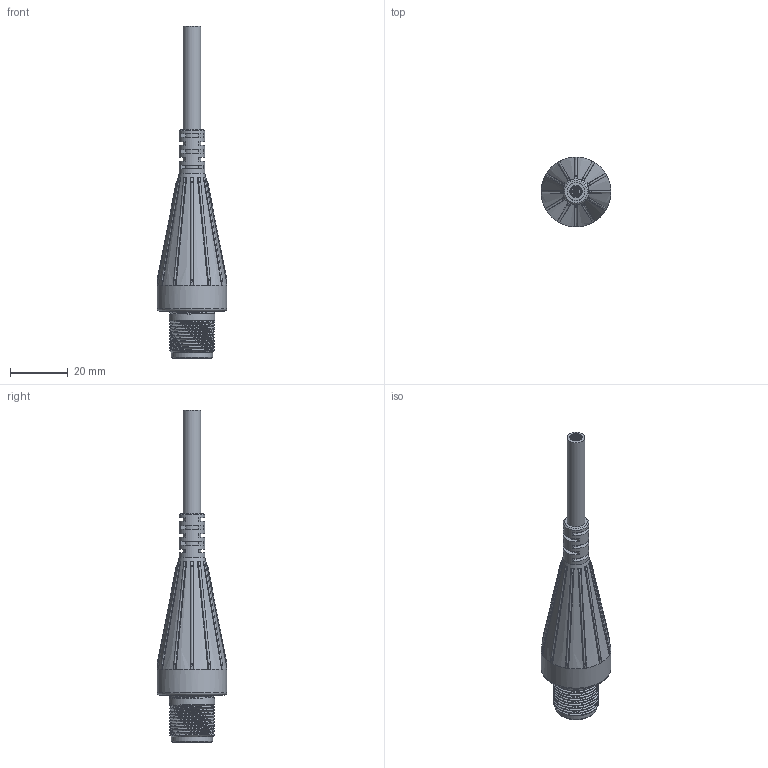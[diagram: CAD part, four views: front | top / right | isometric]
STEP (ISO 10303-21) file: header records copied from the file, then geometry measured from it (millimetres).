
FILE_DESCRIPTION(/* description */ (''),/* implementation_level */ '2;1');
FILE_NAME(/* name */ 'R2C.stp',/* time_stamp */ '2017-05-04T15:37:48-04:00',/* author */ ('aneininger'),/* organization */ (''),/* preprocessor_version */ 'ST-DEVELOPER v16.5',/* originating_system */ 'Autodesk Inventor 2017',/* authorisation */ '');
FILE_SCHEMA (('AUTOMOTIVE_DESIGN { 1 0 10303 214 3 1 1 }'));
Length unit declared in the file: inch
Products named in the file (1): R2C
Bounding box: 24.13 x 24.13 x 114.87 mm (x, y, z)
Volume: 16434.3 mm3; surface area: 6490.3 mm2
Topology: 2 solids, 2 shells, 370 faces, 790 edges, 502 vertices
Faces by surface type: plane 217, cylinder 100, bspline 47, cone 4, torus 2
Full cylindrical faces by diameter (mm): 0.127 x19, 0.203 x38, 1.587 x2, 3.353 x1, 3.988 x1, 4.064 x2, 4.115 x1, 4.142 x1, 4.267 x1, 6.223 x1, 8.89 x1, 11.684 x1, 14.275 x1, 15.875 x1, 24.13 x1
Entity records: 15453 total; most frequent: CARTESIAN_POINT 7420, DIRECTION 1583, ORIENTED_EDGE 1398, EDGE_CURVE 694, AXIS2_PLACEMENT_3D 682, EDGE_LOOP 526, VERTEX_POINT 488, STYLED_ITEM 368
